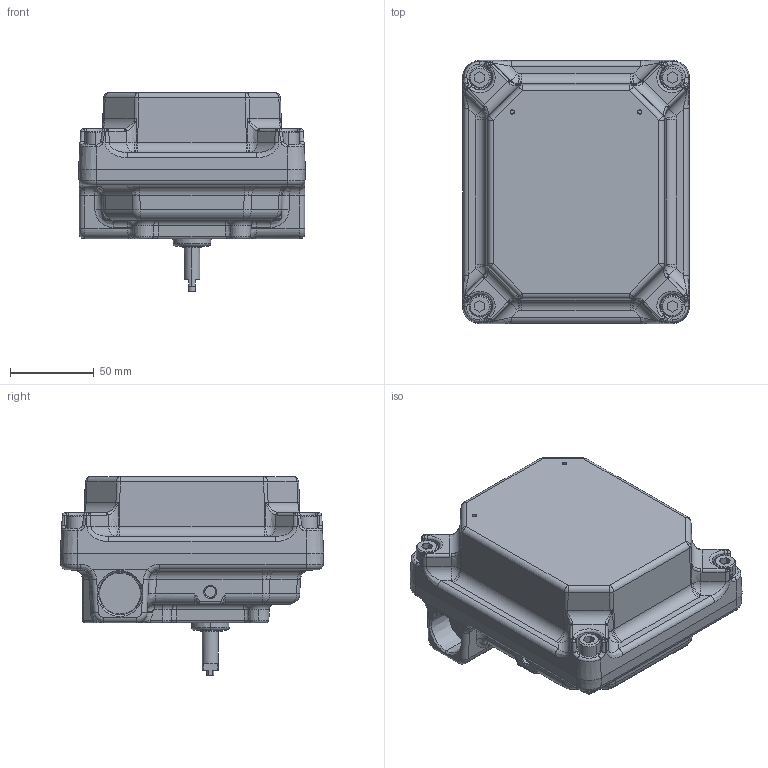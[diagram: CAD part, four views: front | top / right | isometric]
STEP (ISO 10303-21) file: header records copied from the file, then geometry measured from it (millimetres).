
FILE_DESCRIPTION (( 'STEP AP214' ), '1' );
FILE_NAME ('XCL utan Dome_190128.STEP', '2019-01-28T15:42:38', ( '' ), ( '' ), 'SwSTEP 2.0', 'SolidWorks 2017', '' );
FILE_SCHEMA (( 'AUTOMOTIVE_DESIGN' ));
Length unit declared in the file: millimetre
Products named in the file (1): XCL utan Dome_190128
Bounding box: 135.53 x 157.38 x 118.75 mm (x, y, z)
Volume: 1277281.6 mm3; surface area: 141024.4 mm2
Topology: 8 solids, 9 shells, 1023 faces, 2504 edges, 1494 vertices
Faces by surface type: cylinder 438, bspline 196, plane 165, cone 86, torus 84, sphere 54
Entity records: 45540 total; most frequent: CARTESIAN_POINT 23673, ORIENTED_EDGE 4948, DIRECTION 4180, EDGE_CURVE 2474, AXIS2_PLACEMENT_3D 1687, VERTEX_POINT 1494, EDGE_LOOP 1074, ADVANCED_FACE 1023
